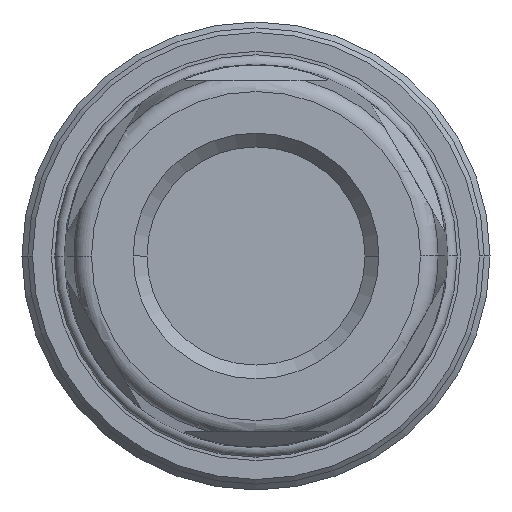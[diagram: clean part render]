
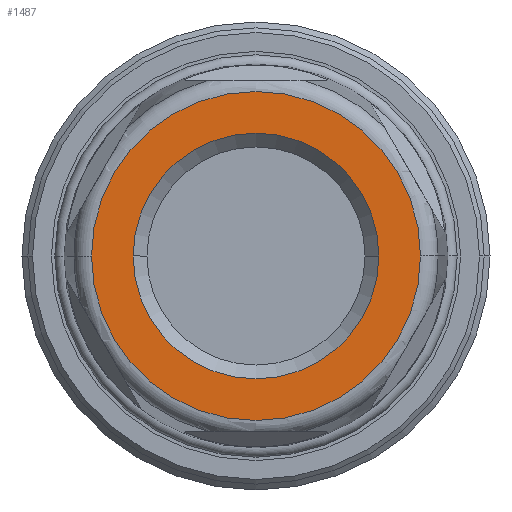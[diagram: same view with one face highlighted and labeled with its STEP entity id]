
A CAD part, left-side view. The second image highlights one B-rep face of the part: STEP entity #1487.
In plain terms, the highlighted planar face has unit normal (-1, 0, 0).
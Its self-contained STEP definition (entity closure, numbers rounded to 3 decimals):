
#35 = VERTEX_POINT ( 'NONE', #4283 ) ;
#61 = VERTEX_POINT ( 'NONE', #4189 ) ;
#245 = AXIS2_PLACEMENT_3D ( 'NONE', #2725, #2726, #2728 ) ;
#433 = AXIS2_PLACEMENT_3D ( 'NONE', #3726, #3727, #3728 ) ;
#506 = AXIS2_PLACEMENT_3D ( 'NONE', #2476, #2477, #2478 ) ;
#613 = PLANE ( 'NONE',  #1967 ) ;
#614 = DIRECTION ( 'NONE',  ( -1., 0., 0. ) ) ;
#615 = CARTESIAN_POINT ( 'NONE',  ( 0., 8.022, 0. ) ) ;
#616 = DIRECTION ( 'NONE',  ( 0., -1., 0. ) ) ;
#922 = EDGE_LOOP ( 'NONE', ( #2657, #2677 ) ) ;
#924 = EDGE_LOOP ( 'NONE', ( #2684, #2690 ) ) ;
#1487 = ADVANCED_FACE ( 'NONE', ( #2675, #2671 ), #613, .T. ) ;
#1650 = CARTESIAN_POINT ( 'NONE',  ( 0., 0., 0. ) ) ;
#1651 = DIRECTION ( 'NONE',  ( 1., 0., 0. ) ) ;
#1652 = DIRECTION ( 'NONE',  ( 0., 1., 0. ) ) ;
#1812 = CIRCLE ( 'NONE', #245, 10.5 ) ;
#1837 = CIRCLE ( 'NONE', #1959, 10.5 ) ;
#1925 = EDGE_CURVE ( 'NONE', #35, #61, #1837, .T. ) ;
#1959 = AXIS2_PLACEMENT_3D ( 'NONE', #1650, #1651, #1652 ) ;
#1967 = AXIS2_PLACEMENT_3D ( 'NONE', #615, #614, #616 ) ;
#2088 = CIRCLE ( 'NONE', #506, 14.06 ) ;
#2137 = CIRCLE ( 'NONE', #433, 14.06 ) ;
#2476 = CARTESIAN_POINT ( 'NONE',  ( 0., 0., 0. ) ) ;
#2477 = DIRECTION ( 'NONE',  ( 1., 0., 0. ) ) ;
#2478 = DIRECTION ( 'NONE',  ( 0., 1., 0. ) ) ;
#2657 = ORIENTED_EDGE ( 'NONE', *, *, #3993, .T. ) ;
#2671 = FACE_OUTER_BOUND ( 'NONE', #924, .T. ) ;
#2675 = FACE_BOUND ( 'NONE', #922, .T. ) ;
#2677 = ORIENTED_EDGE ( 'NONE', *, *, #1925, .T. ) ;
#2684 = ORIENTED_EDGE ( 'NONE', *, *, #4634, .F. ) ;
#2690 = ORIENTED_EDGE ( 'NONE', *, *, #4687, .F. ) ;
#2725 = CARTESIAN_POINT ( 'NONE',  ( 0., 0., 0. ) ) ;
#2726 = DIRECTION ( 'NONE',  ( 1., 0., 0. ) ) ;
#2728 = DIRECTION ( 'NONE',  ( 0., 1., 0. ) ) ;
#3470 = CARTESIAN_POINT ( 'NONE',  ( 0., -14.06, 0. ) ) ;
#3531 = CARTESIAN_POINT ( 'NONE',  ( 0., 14.06, 0. ) ) ;
#3726 = CARTESIAN_POINT ( 'NONE',  ( 0., 0., 0. ) ) ;
#3727 = DIRECTION ( 'NONE',  ( 1., 0., 0. ) ) ;
#3728 = DIRECTION ( 'NONE',  ( 0., 1., 0. ) ) ;
#3993 = EDGE_CURVE ( 'NONE', #61, #35, #1812, .T. ) ;
#4136 = VERTEX_POINT ( 'NONE', #3470 ) ;
#4189 = CARTESIAN_POINT ( 'NONE',  ( 0., -10.5, 0. ) ) ;
#4224 = VERTEX_POINT ( 'NONE', #3531 ) ;
#4283 = CARTESIAN_POINT ( 'NONE',  ( 0., 10.5, 0. ) ) ;
#4634 = EDGE_CURVE ( 'NONE', #4224, #4136, #2137, .T. ) ;
#4687 = EDGE_CURVE ( 'NONE', #4136, #4224, #2088, .T. ) ;
